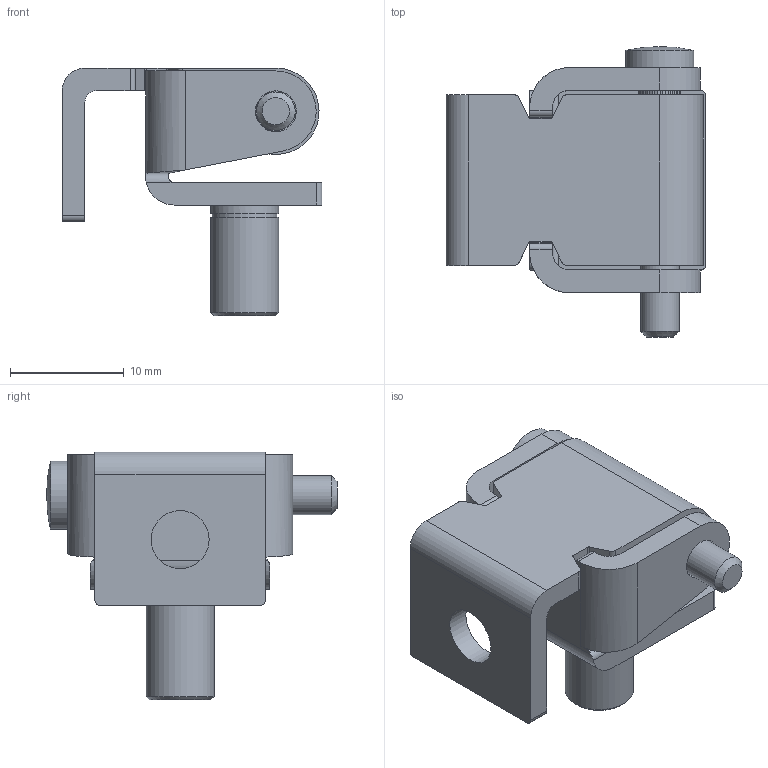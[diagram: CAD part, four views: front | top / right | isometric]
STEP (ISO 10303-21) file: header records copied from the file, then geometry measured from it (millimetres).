
FILE_DESCRIPTION(('STEP AP214'),'1');
FILE_NAME('595.step','2016-01-19T07:47:04',(' '),(' '),'Spatial InterOp 3D',' ',' ');
FILE_SCHEMA(('automotive_design'));
Length unit declared in the file: millimetre
Products named in the file (4): _179; _42; _111; _116
Bounding box: 22.85 x 25.51 x 21.8 mm (x, y, z)
Volume: 2950.2 mm3; surface area: 3650.3 mm2
Topology: 4 solids, 4 shells, 186 faces, 510 edges, 336 vertices
Faces by surface type: plane 140, cylinder 41, bspline 3, cone 2
Full cylindrical faces by diameter (mm): 3.4 x2, 3.6 x2, 5.1 x1, 5.7 x1, 6 x4, 8 x1
Entity records: 7434 total; most frequent: CARTESIAN_POINT 1120, DIRECTION 990, ORIENTED_EDGE 984, EDGE_CURVE 492, LINE 360, VECTOR 360, VERTEX_POINT 333, AXIS2_PLACEMENT_3D 315
